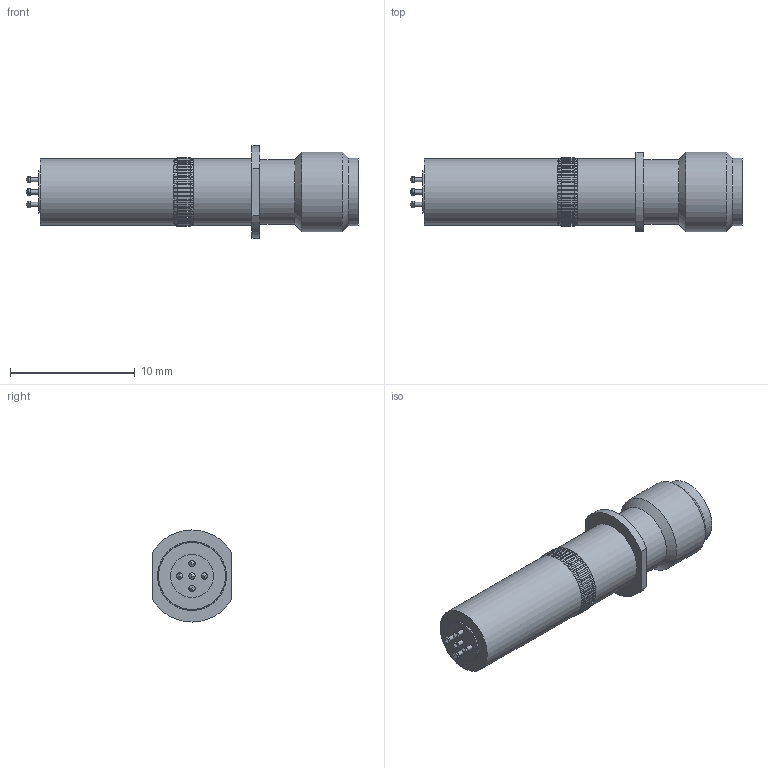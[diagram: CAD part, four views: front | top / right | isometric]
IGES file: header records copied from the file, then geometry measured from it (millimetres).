
Start section: SolidWorks IGES file using analytic representation for surfaces
Global section: file name: CSP-30TS-011.IGS; native system: SolidWorks 2015; preprocessor: SolidWorks 2015; author: wmiller; date: 170713.135411; units: inch
Bounding box: 26.63 x 6.35 x 7.39 mm (x, y, z)
Surface area: 578 mm2 (no closed solid volume)
Topology: 0 solids, 0 shells, 272 faces, 1474 edges, 1453 vertices
Faces by surface type: bspline 195, revolution 77
